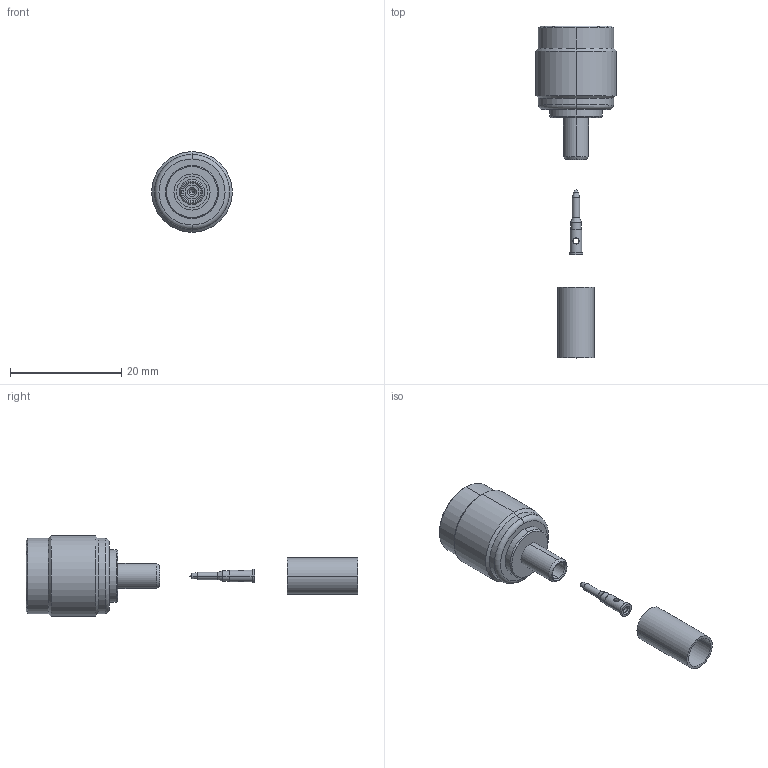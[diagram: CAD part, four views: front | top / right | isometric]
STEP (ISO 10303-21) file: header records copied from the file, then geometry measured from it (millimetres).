
FILE_DESCRIPTION (( 'STEP AP214' ), '1' );
FILE_NAME ('ATM-1700.STEP', '2012-10-18T20:49:18', ( 'x' ), ( '' ), 'SwSTEP 2.0', 'SolidWorks 2012', '' );
FILE_SCHEMA (( 'AUTOMOTIVE_DESIGN' ));
Length unit declared in the file: inch
Products named in the file (4): ATM-1700-MA2; ATM-1700-MA1; ATM-1700
Assembly tree (3 placements, depth 2):
  ATM-1700
    ATM-1700
    ATM-1700-MA1
    ATM-1700-MA2
Bounding box: 14.5 x 59.68 x 14.5 mm (x, y, z)
Volume: 1863.1 mm3; surface area: 2855.6 mm2
Topology: 3 solids, 3 shells, 111 faces, 260 edges, 160 vertices
Faces by surface type: cylinder 44, plane 39, cone 26, torus 2
Entity records: 3533 total; most frequent: CARTESIAN_POINT 677, DIRECTION 602, ORIENTED_EDGE 512, EDGE_CURVE 256, AXIS2_PLACEMENT_3D 241, VERTEX_POINT 160, EDGE_LOOP 128, CIRCLE 124
